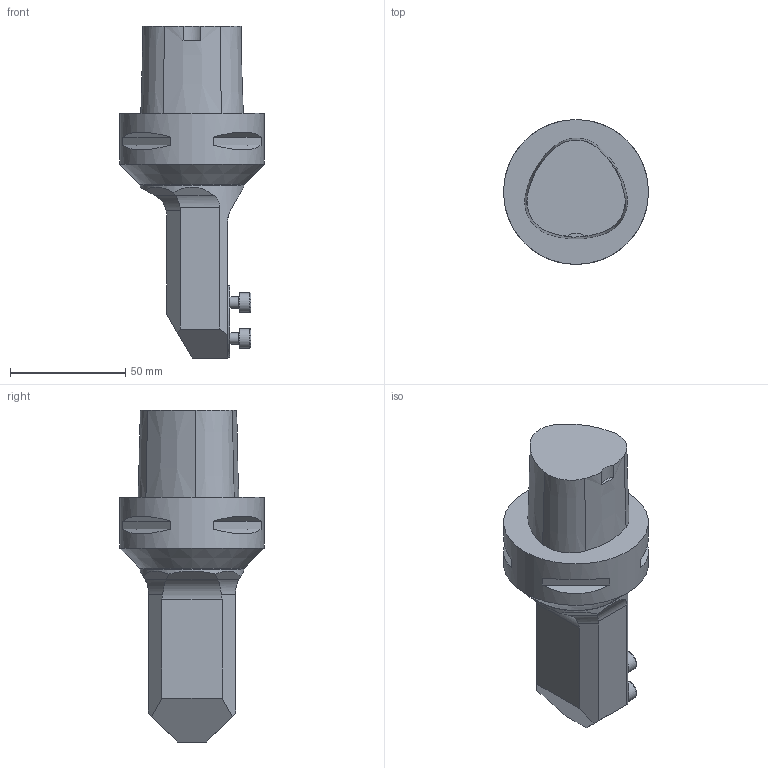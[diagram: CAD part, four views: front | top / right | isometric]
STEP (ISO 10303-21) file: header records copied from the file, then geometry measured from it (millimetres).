
FILE_DESCRIPTION(/* description */ (''),/* implementation_level */ '2;1');
FILE_NAME(/* name */ '1524229747358.stp',/* time_stamp */ '2018-04-20T15:09:16+02:00',/* author */ (''),/* organization */ ('SMS'),/* preprocessor_version */ 'ST-DEVELOPER v15',/* originating_system */ 'SIEMENS PLM Software NX 8.5',/* authorisation */ '');
FILE_SCHEMA (('AUTOMOTIVE_DESIGN { 1 0 10303 214 3 1 1 1 }'));
Length unit declared in the file: millimetre
Products named in the file (1): 112030515mod000_00
Bounding box: 63 x 63 x 144.3 mm (x, y, z)
Volume: 214748.8 mm3; surface area: 25478.4 mm2
Topology: 1 solids, 1 shells, 75 faces, 175 edges, 119 vertices
Faces by surface type: plane 41, cylinder 18, torus 9, cone 7
Full cylindrical faces by diameter (mm): 5 x4, 8.5 x4, 45 x1, 63 x1
Entity records: 2066 total; most frequent: CARTESIAN_POINT 369, DIRECTION 365, ORIENTED_EDGE 292, AXIS2_PLACEMENT_3D 150, EDGE_CURVE 146, EDGE_LOOP 109, VERTEX_POINT 107, ADVANCED_FACE 75
